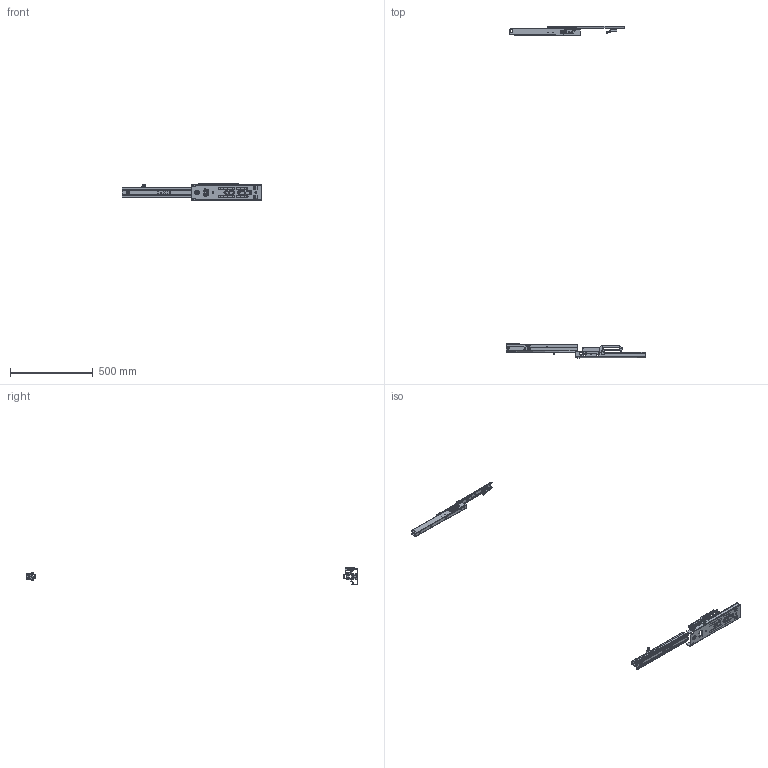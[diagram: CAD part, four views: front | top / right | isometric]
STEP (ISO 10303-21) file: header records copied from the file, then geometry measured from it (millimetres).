
FILE_DESCRIPTION (( 'STEP AP214' ), '1' );
FILE_NAME ('FR_771_A.0430mm_17inch_open.STEP', '2022-11-16T08:40:23', ( '' ), ( '' ), 'SwSTEP 2.0', 'SolidWorks 2020', '' );
FILE_SCHEMA (( 'AUTOMOTIVE_DESIGN' ));
Length unit declared in the file: millimetre
Products named in the file (23): 771A.XXX-01.0000_NL  430 ausgefahren; 771.XXX-01.H016_NL  430; AV-005.re; 719.XXX-01.L406_NL  300 ohne Zentrierlappen; N61-187_M 8 x  6,5 - (din913); 875.01-140_-140; 719.XXX-02.L406_NL  300; E31-035_E31-035 vernietet Mat. 2,0mm; AV-005.li; 771.XXX-03.P048_NL  430; 771.XXX-06.0000_NL  430; 771.XXX-03.0000_NL  430; SE-013_014_rechts; SM-040_ausgefahren; 771.XXX-07.S212_NL  430; 719.XXX-GA.L406_NL  300 ausgefahren; AT-048; FR_771_A.0430mm_17inch_open; 771A.XXX-07.0000_NL  430 ausgefahren Stellung 1; 875.01-139_-139; SE-082; 01-anschlag.L406_standard
Assembly tree (23 placements, depth 4):
  FR_771_A.0430mm_17inch_open
    771A.XXX-01.0000_NL  430 ausgefahren
      771.XXX-01.H016_NL  430
      SM-040_ausgefahren
        SE-082
    771.XXX-03.0000_NL  430
      771.XXX-03.P048_NL  430
      875.01-140_-140
        875.01-139_-139
        N61-187_M 8 x  6,5 - (din913)
        SE-013_014_rechts
    771.XXX-06.0000_NL  430
      771.XXX-06.0000_NL  430
      E31-035_E31-035 vernietet Mat. 2,0mm  x2
    719.XXX-GA.L406_NL  300 ausgefahren
      719.XXX-01.L406_NL  300 ohne Zentrierlappen
      01-anschlag.L406_standard
      719.XXX-02.L406_NL  300
      AT-048
    771A.XXX-07.0000_NL  430 ausgefahren Stellung 1
      771.XXX-07.S212_NL  430
      AV-005.re
      AV-005.li
Bounding box: 842.39 x 2000.6 x 102.5 mm (x, y, z)
Volume: 399658.4 mm3; surface area: 543507.8 mm2
Topology: 15 solids, 17 shells, 4850 faces, 12455 edges, 7562 vertices
Faces by surface type: cylinder 1874, plane 1793, bspline 722, torus 207, sphere 172, cone 82
Entity records: 169845 total; most frequent: CARTESIAN_POINT 59216, ORIENTED_EDGE 24558, DIRECTION 21260, EDGE_CURVE 12281, VERTEX_POINT 7537, AXIS2_PLACEMENT_3D 7298, LINE 6664, VECTOR 6664
